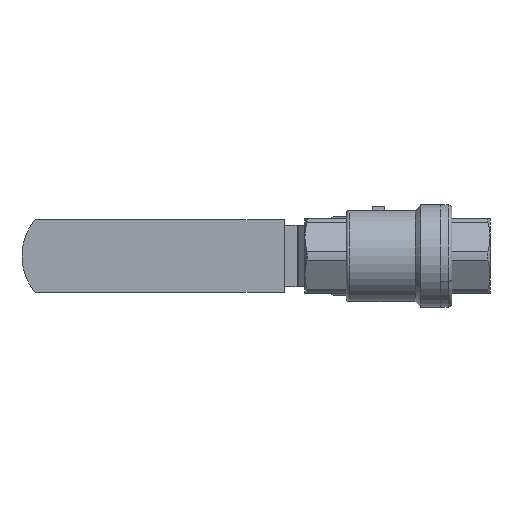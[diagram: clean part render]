
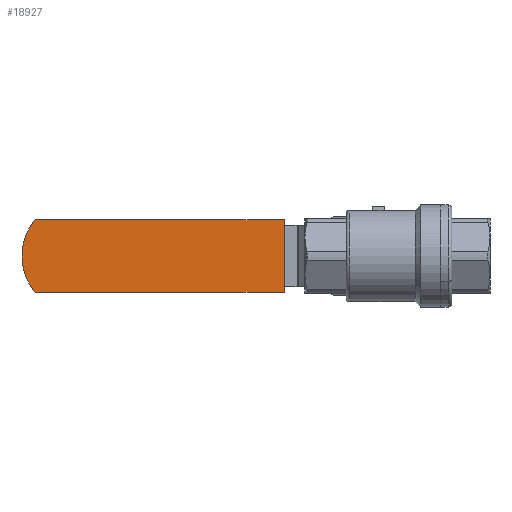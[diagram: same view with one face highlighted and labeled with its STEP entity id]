
A CAD part, front view. The second image highlights one B-rep face of the part: STEP entity #18927.
In plain terms, the highlighted planar face has unit normal (0, -1, 0).
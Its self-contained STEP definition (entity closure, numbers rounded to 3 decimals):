
#910 = DIRECTION ( 'NONE',  ( -1., 0., 0. ) ) ;
#1128 = ORIENTED_EDGE ( 'NONE', *, *, #5664, .F. ) ;
#1783 = DIRECTION ( 'NONE',  ( 0., 0., 1. ) ) ;
#2285 = CIRCLE ( 'NONE', #15514, 15.5 ) ;
#3577 = DIRECTION ( 'NONE',  ( 0., 1., 0. ) ) ;
#5062 = CARTESIAN_POINT ( 'NONE',  ( 100., 25., 0. ) ) ;
#5324 = VECTOR ( 'NONE', #910, 1000. ) ;
#5664 = EDGE_CURVE ( 'NONE', #14752, #10138, #2285, .T. ) ;
#6944 = CARTESIAN_POINT ( 'NONE',  ( 111.843, 25., -10. ) ) ;
#7069 = LINE ( 'NONE', #18820, #17038 ) ;
#7624 = PLANE ( 'NONE',  #14388 ) ;
#7841 = DIRECTION ( 'NONE',  ( 0., 1., 0. ) ) ;
#8063 = ORIENTED_EDGE ( 'NONE', *, *, #16680, .F. ) ;
#8352 = ORIENTED_EDGE ( 'NONE', *, *, #8901, .F. ) ;
#8901 = EDGE_CURVE ( 'NONE', #15655, #13599, #16516, .T. ) ;
#9569 = CARTESIAN_POINT ( 'NONE',  ( 111.843, 25., 10. ) ) ;
#10138 = VERTEX_POINT ( 'NONE', #6944 ) ;
#10711 = CARTESIAN_POINT ( 'NONE',  ( 100., 25., 0. ) ) ;
#10802 = FACE_OUTER_BOUND ( 'NONE', #14005, .T. ) ;
#11502 = EDGE_CURVE ( 'NONE', #10138, #15655, #16999, .T. ) ;
#11567 = ORIENTED_EDGE ( 'NONE', *, *, #11502, .F. ) ;
#12179 = CARTESIAN_POINT ( 'NONE',  ( 43.5, 25., -10. ) ) ;
#12249 = DIRECTION ( 'NONE',  ( 0., 0., 1. ) ) ;
#12594 = VECTOR ( 'NONE', #1783, 1000. ) ;
#12875 = CARTESIAN_POINT ( 'NONE',  ( 43.5, 25., -10. ) ) ;
#13599 = VERTEX_POINT ( 'NONE', #17790 ) ;
#14005 = EDGE_LOOP ( 'NONE', ( #11567, #1128, #8063, #8352 ) ) ;
#14388 = AXIS2_PLACEMENT_3D ( 'NONE', #10711, #3577, #12249 ) ;
#14752 = VERTEX_POINT ( 'NONE', #9569 ) ;
#14899 = CARTESIAN_POINT ( 'NONE',  ( 43.5, 25., -10. ) ) ;
#15514 = AXIS2_PLACEMENT_3D ( 'NONE', #5062, #7841, #16799 ) ;
#15655 = VERTEX_POINT ( 'NONE', #14899 ) ;
#16516 = LINE ( 'NONE', #12179, #12594 ) ;
#16680 = EDGE_CURVE ( 'NONE', #13599, #14752, #7069, .T. ) ;
#16799 = DIRECTION ( 'NONE',  ( 0., 0., 1. ) ) ;
#16999 = LINE ( 'NONE', #12875, #5324 ) ;
#17038 = VECTOR ( 'NONE', #17377, 1000. ) ;
#17377 = DIRECTION ( 'NONE',  ( 1., 0., 0. ) ) ;
#17790 = CARTESIAN_POINT ( 'NONE',  ( 43.5, 25., 10. ) ) ;
#18820 = CARTESIAN_POINT ( 'NONE',  ( 111.843, 25., 10. ) ) ;
#18927 = ADVANCED_FACE ( 'NONE', ( #10802 ), #7624, .F. ) ;
